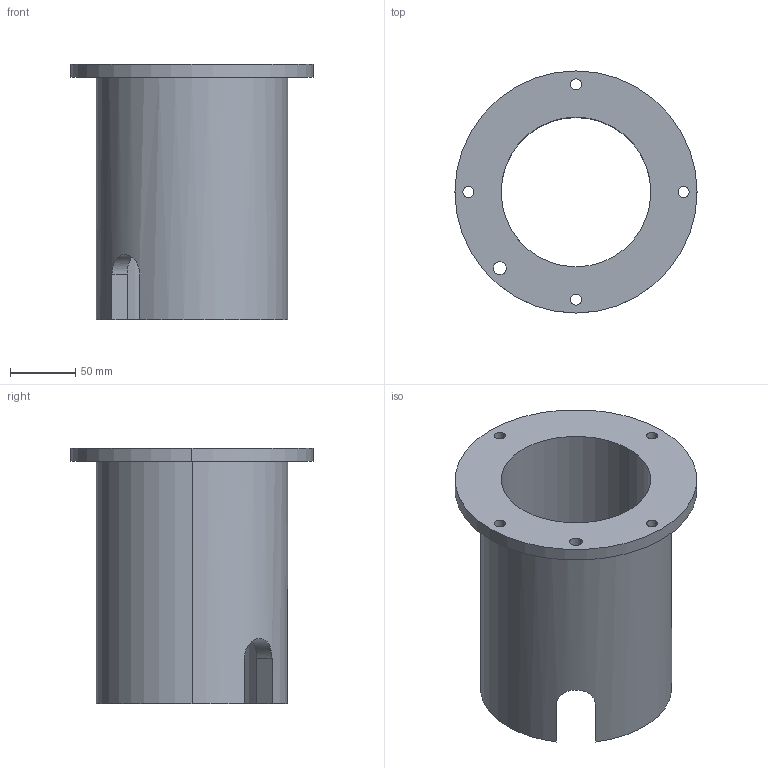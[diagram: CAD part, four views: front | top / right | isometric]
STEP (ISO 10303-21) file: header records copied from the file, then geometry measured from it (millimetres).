
FILE_DESCRIPTION (( 'STEP AP203' ), '1' );
FILE_NAME ('MS001-B.03.015JS.1.1 儂迮旋盓傅楊擘.step', '2021-08-27T10:51:25', ( 'Windows User' ), ( 'P R C' ), 'SwSTEP 2.0', 'SolidWorks 2016', '' );
FILE_SCHEMA (( 'CONFIG_CONTROL_DESIGN' ));
Length unit declared in the file: millimetre
Products named in the file (1): MS001-B.03.015JS.1.1 儂迮旋盓傅楊擘
Bounding box: 186 x 186 x 196 mm (x, y, z)
Volume: 1364010.8 mm3; surface area: 197201.6 mm2
Topology: 1 solids, 1 shells, 34 faces, 84 edges, 56 vertices
Faces by surface type: cylinder 25, plane 9
Entity records: 1237 total; most frequent: CARTESIAN_POINT 277, DIRECTION 202, ORIENTED_EDGE 168, AXIS2_PLACEMENT_3D 85, EDGE_CURVE 84, VERTEX_POINT 56, EDGE_LOOP 50, CIRCLE 50
